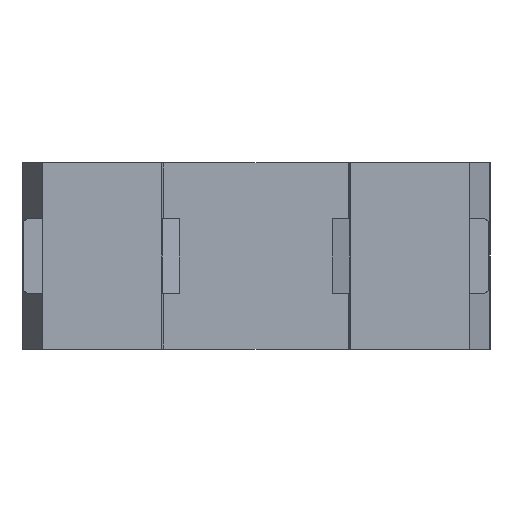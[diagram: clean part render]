
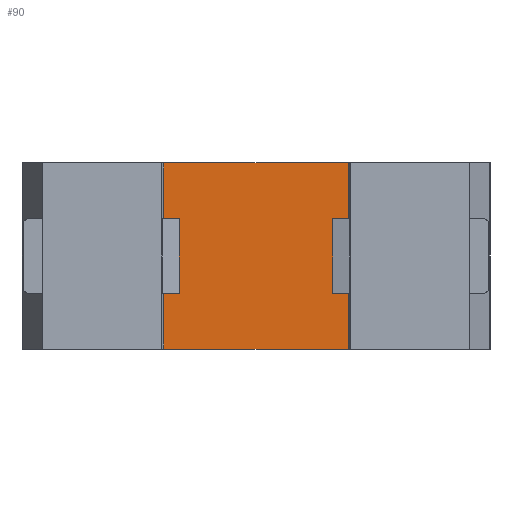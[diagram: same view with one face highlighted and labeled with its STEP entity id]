
A CAD part, front view. The second image highlights one B-rep face of the part: STEP entity #90.
In plain terms, the highlighted planar face has unit normal (0, -1, 0).
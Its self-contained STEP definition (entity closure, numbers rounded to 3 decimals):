
#74 = VECTOR ( 'NONE', #1732, 1000. ) ;
#90 = ADVANCED_FACE ( 'NONE', ( #2756 ), #1934, .F. ) ;
#99 = DIRECTION ( 'NONE',  ( 1., 0., 0. ) ) ;
#110 = LINE ( 'NONE', #2282, #2212 ) ;
#130 = ORIENTED_EDGE ( 'NONE', *, *, #1725, .T. ) ;
#132 = CARTESIAN_POINT ( 'NONE',  ( 17.75, 0., 17.9 ) ) ;
#156 = DIRECTION ( 'NONE',  ( 0., 1., 0. ) ) ;
#187 = VECTOR ( 'NONE', #2348, 1000. ) ;
#276 = CARTESIAN_POINT ( 'NONE',  ( 17.75, 0., 7.15 ) ) ;
#285 = CARTESIAN_POINT ( 'NONE',  ( 17.5, 0., 12.064 ) ) ;
#348 = CARTESIAN_POINT ( 'NONE',  ( -17.75, 0., -7.15 ) ) ;
#356 = EDGE_CURVE ( 'NONE', #1068, #700, #2720, .T. ) ;
#409 = EDGE_LOOP ( 'NONE', ( #878, #1160, #2490, #2924, #2334, #770, #1899, #601, #130, #521, #850, #592 ) ) ;
#429 = EDGE_CURVE ( 'NONE', #2258, #2665, #2503, .T. ) ;
#431 = LINE ( 'NONE', #1213, #2947 ) ;
#434 = LINE ( 'NONE', #740, #2753 ) ;
#480 = CARTESIAN_POINT ( 'NONE',  ( 17.5, 0., 7.15 ) ) ;
#521 = ORIENTED_EDGE ( 'NONE', *, *, #1512, .F. ) ;
#575 = LINE ( 'NONE', #348, #74 ) ;
#592 = ORIENTED_EDGE ( 'NONE', *, *, #2026, .F. ) ;
#601 = ORIENTED_EDGE ( 'NONE', *, *, #2244, .F. ) ;
#689 = EDGE_CURVE ( 'NONE', #819, #1971, #1305, .T. ) ;
#700 = VERTEX_POINT ( 'NONE', #1273 ) ;
#729 = CARTESIAN_POINT ( 'NONE',  ( -17.5, 0., 7.15 ) ) ;
#740 = CARTESIAN_POINT ( 'NONE',  ( -17.5, 0., 7.15 ) ) ;
#759 = VERTEX_POINT ( 'NONE', #2955 ) ;
#770 = ORIENTED_EDGE ( 'NONE', *, *, #969, .T. ) ;
#816 = CARTESIAN_POINT ( 'NONE',  ( 17.75, 0., -17.9 ) ) ;
#819 = VERTEX_POINT ( 'NONE', #2910 ) ;
#850 = ORIENTED_EDGE ( 'NONE', *, *, #1913, .F. ) ;
#878 = ORIENTED_EDGE ( 'NONE', *, *, #689, .F. ) ;
#902 = DIRECTION ( 'NONE',  ( 0., 0., -1. ) ) ;
#904 = AXIS2_PLACEMENT_3D ( 'NONE', #1952, #156, #1103 ) ;
#962 = DIRECTION ( 'NONE',  ( 1., 0., 0. ) ) ;
#969 = EDGE_CURVE ( 'NONE', #1641, #1068, #434, .T. ) ;
#1068 = VERTEX_POINT ( 'NONE', #729 ) ;
#1103 = DIRECTION ( 'NONE',  ( -1., 0., 0. ) ) ;
#1140 = EDGE_CURVE ( 'NONE', #759, #1641, #575, .T. ) ;
#1160 = ORIENTED_EDGE ( 'NONE', *, *, #1991, .T. ) ;
#1191 = CARTESIAN_POINT ( 'NONE',  ( 17.5, 0., -7.15 ) ) ;
#1213 = CARTESIAN_POINT ( 'NONE',  ( -17.5, 0., -7.15 ) ) ;
#1273 = CARTESIAN_POINT ( 'NONE',  ( -17.5, 0., -7.15 ) ) ;
#1295 = CARTESIAN_POINT ( 'NONE',  ( -17.75, 0., -7.15 ) ) ;
#1305 = LINE ( 'NONE', #285, #187 ) ;
#1392 = CARTESIAN_POINT ( 'NONE',  ( 17.5, 0., -7.15 ) ) ;
#1512 = EDGE_CURVE ( 'NONE', #2935, #2463, #2580, .T. ) ;
#1590 = VECTOR ( 'NONE', #2087, 1000. ) ;
#1641 = VERTEX_POINT ( 'NONE', #1960 ) ;
#1725 = EDGE_CURVE ( 'NONE', #2345, #2463, #2207, .T. ) ;
#1732 = DIRECTION ( 'NONE',  ( 0., 0., -1. ) ) ;
#1755 = VECTOR ( 'NONE', #902, 1000. ) ;
#1842 = DIRECTION ( 'NONE',  ( 1., 0., 0. ) ) ;
#1849 = LINE ( 'NONE', #2547, #1590 ) ;
#1875 = CARTESIAN_POINT ( 'NONE',  ( 17.75, 0., -17.9 ) ) ;
#1879 = DIRECTION ( 'NONE',  ( 1., 0., 0. ) ) ;
#1899 = ORIENTED_EDGE ( 'NONE', *, *, #356, .T. ) ;
#1913 = EDGE_CURVE ( 'NONE', #1963, #2935, #110, .T. ) ;
#1917 = LINE ( 'NONE', #480, #2683 ) ;
#1934 = PLANE ( 'NONE',  #904 ) ;
#1952 = CARTESIAN_POINT ( 'NONE',  ( -17.75, 0., 8.9 ) ) ;
#1956 = VECTOR ( 'NONE', #2381, 1000. ) ;
#1960 = CARTESIAN_POINT ( 'NONE',  ( -17.75, 0., 7.15 ) ) ;
#1963 = VERTEX_POINT ( 'NONE', #2292 ) ;
#1971 = VERTEX_POINT ( 'NONE', #1191 ) ;
#1991 = EDGE_CURVE ( 'NONE', #819, #2665, #1917, .T. ) ;
#2015 = CARTESIAN_POINT ( 'NONE',  ( -17.5, 0., 12.064 ) ) ;
#2020 = DIRECTION ( 'NONE',  ( 0., 0., -1. ) ) ;
#2026 = EDGE_CURVE ( 'NONE', #1971, #1963, #2608, .T. ) ;
#2072 = EDGE_CURVE ( 'NONE', #759, #2258, #1849, .T. ) ;
#2087 = DIRECTION ( 'NONE',  ( 1., 0., 0. ) ) ;
#2128 = VECTOR ( 'NONE', #1842, 1000. ) ;
#2207 = LINE ( 'NONE', #2703, #2247 ) ;
#2212 = VECTOR ( 'NONE', #2020, 1000. ) ;
#2244 = EDGE_CURVE ( 'NONE', #2345, #700, #431, .T. ) ;
#2247 = VECTOR ( 'NONE', #2946, 1000. ) ;
#2258 = VERTEX_POINT ( 'NONE', #132 ) ;
#2282 = CARTESIAN_POINT ( 'NONE',  ( 17.75, 0., 8.9 ) ) ;
#2292 = CARTESIAN_POINT ( 'NONE',  ( 17.75, 0., -7.15 ) ) ;
#2334 = ORIENTED_EDGE ( 'NONE', *, *, #1140, .T. ) ;
#2345 = VERTEX_POINT ( 'NONE', #1295 ) ;
#2348 = DIRECTION ( 'NONE',  ( 0., 0., -1. ) ) ;
#2381 = DIRECTION ( 'NONE',  ( -1., 0., 0. ) ) ;
#2407 = CARTESIAN_POINT ( 'NONE',  ( -17.75, 0., -17.9 ) ) ;
#2444 = VECTOR ( 'NONE', #2727, 1000. ) ;
#2463 = VERTEX_POINT ( 'NONE', #2407 ) ;
#2490 = ORIENTED_EDGE ( 'NONE', *, *, #429, .F. ) ;
#2503 = LINE ( 'NONE', #2972, #1755 ) ;
#2547 = CARTESIAN_POINT ( 'NONE',  ( -17.75, 0., 17.9 ) ) ;
#2580 = LINE ( 'NONE', #1875, #1956 ) ;
#2608 = LINE ( 'NONE', #1392, #2128 ) ;
#2665 = VERTEX_POINT ( 'NONE', #276 ) ;
#2683 = VECTOR ( 'NONE', #962, 1000. ) ;
#2703 = CARTESIAN_POINT ( 'NONE',  ( -17.75, 0., -7.15 ) ) ;
#2720 = LINE ( 'NONE', #2015, #2444 ) ;
#2727 = DIRECTION ( 'NONE',  ( 0., 0., -1. ) ) ;
#2753 = VECTOR ( 'NONE', #1879, 1000. ) ;
#2756 = FACE_OUTER_BOUND ( 'NONE', #409, .T. ) ;
#2910 = CARTESIAN_POINT ( 'NONE',  ( 17.5, 0., 7.15 ) ) ;
#2924 = ORIENTED_EDGE ( 'NONE', *, *, #2072, .F. ) ;
#2935 = VERTEX_POINT ( 'NONE', #816 ) ;
#2946 = DIRECTION ( 'NONE',  ( 0., 0., -1. ) ) ;
#2947 = VECTOR ( 'NONE', #99, 1000. ) ;
#2955 = CARTESIAN_POINT ( 'NONE',  ( -17.75, 0., 17.9 ) ) ;
#2972 = CARTESIAN_POINT ( 'NONE',  ( 17.75, 0., 8.9 ) ) ;
